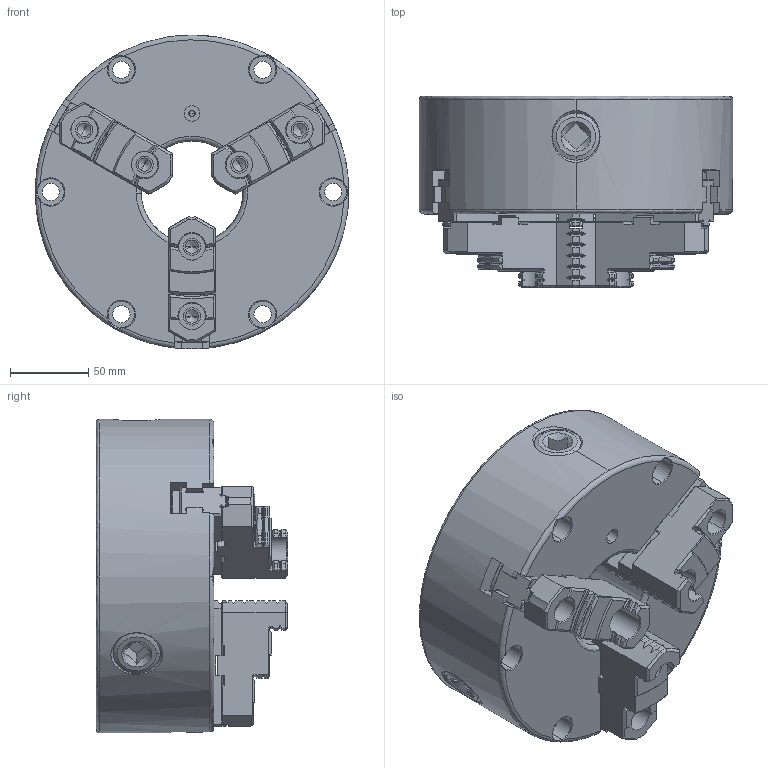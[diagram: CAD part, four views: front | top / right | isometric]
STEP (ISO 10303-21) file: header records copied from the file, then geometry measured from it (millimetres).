
FILE_DESCRIPTION (( 'STEP AP214' ), '1' );
FILE_NAME ('10000198175.STEP', '2023-03-02T18:10:51', ( '' ), ( '' ), 'SwSTEP 2.0', 'SolidWorks 2021', '' );
FILE_SCHEMA (( 'AUTOMOTIVE_DESIGN' ));
Length unit declared in the file: inch
Products named in the file (1): 10000198175
Bounding box: 200 x 122 x 200 mm (x, y, z)
Volume: 2230000.4 mm3; surface area: 335387.2 mm2
Topology: 5 solids, 5 shells, 2062 faces, 6007 edges, 3900 vertices
Faces by surface type: plane 786, cylinder 633, cone 370, bspline 271, torus 2
Entity records: 108715 total; most frequent: CARTESIAN_POINT 32237, ORIENTED_EDGE 11950, DIRECTION 8579, EDGE_CURVE 5975, VERTEX_POINT 3900, AXIS2_PLACEMENT_3D 3092, LINE 2395, VECTOR 2395
